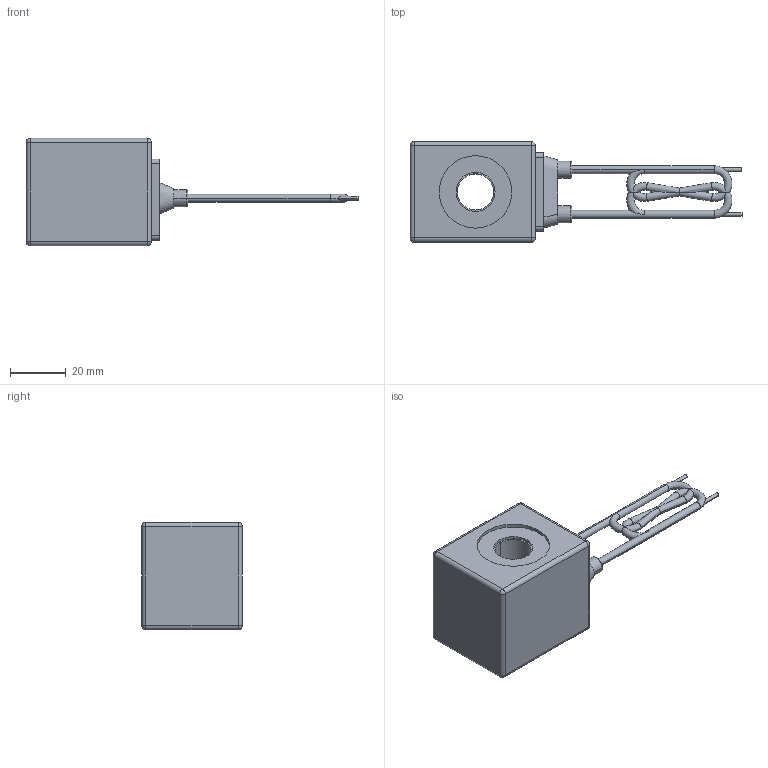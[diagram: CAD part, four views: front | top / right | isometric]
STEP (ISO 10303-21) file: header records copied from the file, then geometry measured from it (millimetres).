
FILE_DESCRIPTION (( 'STEP AP203' ), '1' );
FILE_NAME ('EC04W200C.STEP', '2021-05-07T00:31:12', ( '' ), ( '' ), 'SwSTEP 2.0', 'SolidWorks 2018', '' );
FILE_SCHEMA (( 'CONFIG_CONTROL_DESIGN' ));
Length unit declared in the file: millimetre
Products named in the file (1): EC04W200C
Bounding box: 119.06 x 36 x 38.5 mm (x, y, z)
Volume: 61012.6 mm3; surface area: 12990 mm2
Topology: 1 solids, 1 shells, 97 faces, 239 edges, 136 vertices
Faces by surface type: cylinder 47, torus 20, plane 20, sphere 8, bspline 2
Entity records: 3675 total; most frequent: CARTESIAN_POINT 1342, DIRECTION 499, ORIENTED_EDGE 462, EDGE_CURVE 231, AXIS2_PLACEMENT_3D 210, VERTEX_POINT 136, CIRCLE 114, EDGE_LOOP 109
